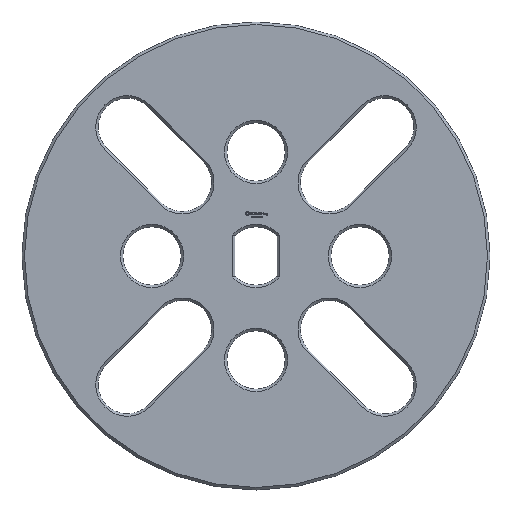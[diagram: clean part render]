
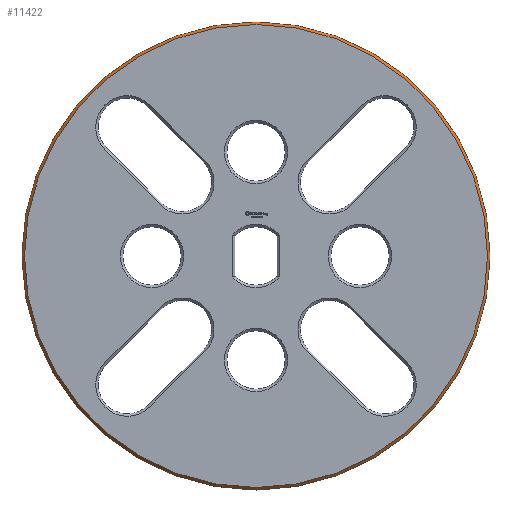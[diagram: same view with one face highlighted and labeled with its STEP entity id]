
A CAD part, top view. The second image highlights one B-rep face of the part: STEP entity #11422.
In plain terms, the highlighted conical face has half-angle 45 degrees and reference radius 28.125 mm.
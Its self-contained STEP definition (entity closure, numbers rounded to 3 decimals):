
#21 = EDGE_CURVE('',#22,#22,#24,.T.);
#22 = VERTEX_POINT('',#23);
#23 = CARTESIAN_POINT('',(27.825,0.,3.125));
#24 = SURFACE_CURVE('',#25,(#30,#42),.PCURVE_S1.);
#25 = CIRCLE('',#26,27.825);
#26 = AXIS2_PLACEMENT_3D('',#27,#28,#29);
#27 = CARTESIAN_POINT('',(0.,0.,3.125));
#28 = DIRECTION('',(0.,0.,-1.));
#29 = DIRECTION('',(1.,0.,0.));
#30 = PCURVE('',#31,#36);
#31 = PLANE('',#32);
#32 = AXIS2_PLACEMENT_3D('',#33,#34,#35);
#33 = CARTESIAN_POINT('',(0.,0.,3.125));
#34 = DIRECTION('',(0.,0.,-1.));
#35 = DIRECTION('',(1.,0.,0.));
#36 = DEFINITIONAL_REPRESENTATION('',(#37),#41);
#37 = CIRCLE('',#38,27.825);
#38 = AXIS2_PLACEMENT_2D('',#39,#40);
#39 = CARTESIAN_POINT('',(0.,0.));
#40 = DIRECTION('',(1.,0.));
#41 = ( GEOMETRIC_REPRESENTATION_CONTEXT(2) 
PARAMETRIC_REPRESENTATION_CONTEXT() REPRESENTATION_CONTEXT('2D SPACE',''
  ) );
#42 = PCURVE('',#43,#48);
#43 = CONICAL_SURFACE('',#44,28.125,0.785);
#44 = AXIS2_PLACEMENT_3D('',#45,#46,#47);
#45 = CARTESIAN_POINT('',(0.,0.,2.825));
#46 = DIRECTION('',(0.,0.,-1.));
#47 = DIRECTION('',(1.,0.,0.));
#48 = DEFINITIONAL_REPRESENTATION('',(#49),#53);
#49 = LINE('',#50,#51);
#50 = CARTESIAN_POINT('',(0.,-0.3));
#51 = VECTOR('',#52,1.);
#52 = DIRECTION('',(1.,-0.));
#53 = ( GEOMETRIC_REPRESENTATION_CONTEXT(2) 
PARAMETRIC_REPRESENTATION_CONTEXT() REPRESENTATION_CONTEXT('2D SPACE',''
  ) );
#11422 = ADVANCED_FACE('',(#11423),#43,.T.);
#11423 = FACE_BOUND('',#11424,.F.);
#11424 = EDGE_LOOP('',(#11425,#11454,#11475,#11476));
#11425 = ORIENTED_EDGE('',*,*,#11426,.T.);
#11426 = EDGE_CURVE('',#11427,#11427,#11429,.T.);
#11427 = VERTEX_POINT('',#11428);
#11428 = CARTESIAN_POINT('',(28.125,0.,2.825));
#11429 = SURFACE_CURVE('',#11430,(#11435,#11442),.PCURVE_S1.);
#11430 = CIRCLE('',#11431,28.125);
#11431 = AXIS2_PLACEMENT_3D('',#11432,#11433,#11434);
#11432 = CARTESIAN_POINT('',(0.,0.,2.825));
#11433 = DIRECTION('',(0.,0.,-1.));
#11434 = DIRECTION('',(1.,0.,0.));
#11435 = PCURVE('',#43,#11436);
#11436 = DEFINITIONAL_REPRESENTATION('',(#11437),#11441);
#11437 = LINE('',#11438,#11439);
#11438 = CARTESIAN_POINT('',(0.,-0.));
#11439 = VECTOR('',#11440,1.);
#11440 = DIRECTION('',(1.,-0.));
#11441 = ( GEOMETRIC_REPRESENTATION_CONTEXT(2) 
PARAMETRIC_REPRESENTATION_CONTEXT() REPRESENTATION_CONTEXT('2D SPACE',''
  ) );
#11442 = PCURVE('',#11443,#11448);
#11443 = CYLINDRICAL_SURFACE('',#11444,28.125);
#11444 = AXIS2_PLACEMENT_3D('',#11445,#11446,#11447);
#11445 = CARTESIAN_POINT('',(0.,0.,2.325));
#11446 = DIRECTION('',(0.,0.,1.));
#11447 = DIRECTION('',(1.,0.,0.));
#11448 = DEFINITIONAL_REPRESENTATION('',(#11449),#11453);
#11449 = LINE('',#11450,#11451);
#11450 = CARTESIAN_POINT('',(-0.,0.5));
#11451 = VECTOR('',#11452,1.);
#11452 = DIRECTION('',(-1.,0.));
#11453 = ( GEOMETRIC_REPRESENTATION_CONTEXT(2) 
PARAMETRIC_REPRESENTATION_CONTEXT() REPRESENTATION_CONTEXT('2D SPACE',''
  ) );
#11454 = ORIENTED_EDGE('',*,*,#11455,.T.);
#11455 = EDGE_CURVE('',#11427,#22,#11456,.T.);
#11456 = SEAM_CURVE('',#11457,(#11461,#11468),.PCURVE_S1.);
#11457 = LINE('',#11458,#11459);
#11458 = CARTESIAN_POINT('',(28.125,0.,2.825));
#11459 = VECTOR('',#11460,1.);
#11460 = DIRECTION('',(-0.707,0.,
    0.707));
#11461 = PCURVE('',#43,#11462);
#11462 = DEFINITIONAL_REPRESENTATION('',(#11463),#11467);
#11463 = LINE('',#11464,#11465);
#11464 = CARTESIAN_POINT('',(0.,-0.));
#11465 = VECTOR('',#11466,1.);
#11466 = DIRECTION('',(0.,-1.));
#11467 = ( GEOMETRIC_REPRESENTATION_CONTEXT(2) 
PARAMETRIC_REPRESENTATION_CONTEXT() REPRESENTATION_CONTEXT('2D SPACE',''
  ) );
#11468 = PCURVE('',#43,#11469);
#11469 = DEFINITIONAL_REPRESENTATION('',(#11470),#11474);
#11470 = LINE('',#11471,#11472);
#11471 = CARTESIAN_POINT('',(6.283,-0.));
#11472 = VECTOR('',#11473,1.);
#11473 = DIRECTION('',(0.,-1.));
#11474 = ( GEOMETRIC_REPRESENTATION_CONTEXT(2) 
PARAMETRIC_REPRESENTATION_CONTEXT() REPRESENTATION_CONTEXT('2D SPACE',''
  ) );
#11475 = ORIENTED_EDGE('',*,*,#21,.F.);
#11476 = ORIENTED_EDGE('',*,*,#11455,.F.);
